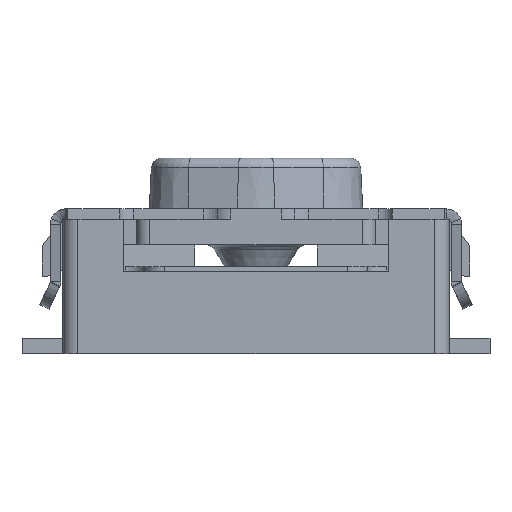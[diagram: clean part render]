
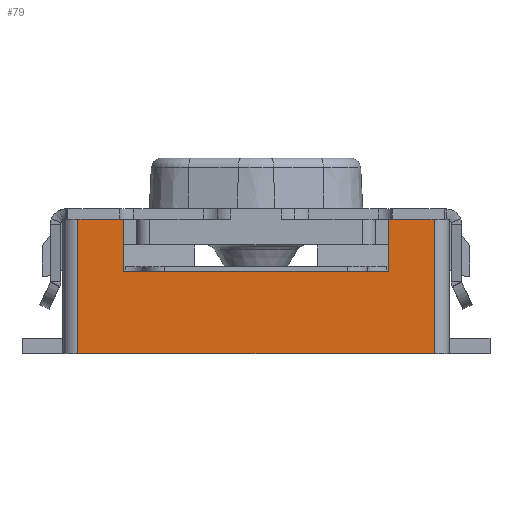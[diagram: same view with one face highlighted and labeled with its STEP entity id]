
A CAD part, top view. The second image highlights one B-rep face of the part: STEP entity #79.
In plain terms, the highlighted planar face has unit normal (0, 0, 1).
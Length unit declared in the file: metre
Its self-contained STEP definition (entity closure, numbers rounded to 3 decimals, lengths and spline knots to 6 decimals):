
#79 = ADVANCED_FACE( '', ( #483 ), #484, .T. );
#483 = FACE_OUTER_BOUND( '', #1327, .T. );
#484 = PLANE( '', #1328 );
#1327 = EDGE_LOOP( '', ( #2695, #2696, #2697, #2698, #2699, #2700, #2701, #2702 ) );
#1328 = AXIS2_PLACEMENT_3D( '', #2703, #2704, #2705 );
#2695 = ORIENTED_EDGE( '', *, *, #5650, .F. );
#2696 = ORIENTED_EDGE( '', *, *, #5651, .T. );
#2697 = ORIENTED_EDGE( '', *, *, #5652, .F. );
#2698 = ORIENTED_EDGE( '', *, *, #5653, .F. );
#2699 = ORIENTED_EDGE( '', *, *, #5654, .F. );
#2700 = ORIENTED_EDGE( '', *, *, #5655, .T. );
#2701 = ORIENTED_EDGE( '', *, *, #5545, .T. );
#2702 = ORIENTED_EDGE( '', *, *, #5656, .F. );
#2703 = CARTESIAN_POINT( '', ( -0.0019, 0., 0.0014 ) );
#2704 = DIRECTION( '', ( 0., 0., 1. ) );
#2705 = DIRECTION( '', ( 1., 0., 0. ) );
#5545 = EDGE_CURVE( '', #6660, #6658, #6661, .T. );
#5650 = EDGE_CURVE( '', #6864, #6865, #6866, .T. );
#5651 = EDGE_CURVE( '', #6864, #6867, #6868, .T. );
#5652 = EDGE_CURVE( '', #6869, #6867, #6870, .T. );
#5653 = EDGE_CURVE( '', #6871, #6869, #6872, .T. );
#5654 = EDGE_CURVE( '', #6873, #6871, #6874, .T. );
#5655 = EDGE_CURVE( '', #6873, #6660, #6875, .T. );
#5656 = EDGE_CURVE( '', #6865, #6658, #6876, .T. );
#6658 = VERTEX_POINT( '', #8470 );
#6660 = VERTEX_POINT( '', #8472 );
#6661 = LINE( '', #8473, #8474 );
#6864 = VERTEX_POINT( '', #8780 );
#6865 = VERTEX_POINT( '', #8781 );
#6866 = LINE( '', #8782, #8783 );
#6867 = VERTEX_POINT( '', #8784 );
#6868 = LINE( '', #8785, #8786 );
#6869 = VERTEX_POINT( '', #8787 );
#6870 = LINE( '', #8788, #8789 );
#6871 = VERTEX_POINT( '', #8790 );
#6872 = LINE( '', #8791, #8792 );
#6873 = VERTEX_POINT( '', #8793 );
#6874 = LINE( '', #8794, #8795 );
#6875 = LINE( '', #8796, #8797 );
#6876 = LINE( '', #8798, #8799 );
#8470 = CARTESIAN_POINT( '', ( 0.00175, 0., 0.0014 ) );
#8472 = CARTESIAN_POINT( '', ( -0.00175, 0., 0.0014 ) );
#8473 = CARTESIAN_POINT( '', ( -0.00175, 0., 0.0014 ) );
#8474 = VECTOR( '', #11046, 1. );
#8780 = CARTESIAN_POINT( '', ( 0.0013, 0.00132, 0.0014 ) );
#8781 = CARTESIAN_POINT( '', ( 0.00175, 0.00132, 0.0014 ) );
#8782 = CARTESIAN_POINT( '', ( 0.0013, 0.00132, 0.0014 ) );
#8783 = VECTOR( '', #11177, 1. );
#8784 = CARTESIAN_POINT( '', ( 0.0013, 0.0008, 0.0014 ) );
#8785 = CARTESIAN_POINT( '', ( 0.0013, 0.00132, 0.0014 ) );
#8786 = VECTOR( '', #11178, 1. );
#8787 = CARTESIAN_POINT( '', ( -0.0013, 0.0008, 0.0014 ) );
#8788 = CARTESIAN_POINT( '', ( -0.0013, 0.0008, 0.0014 ) );
#8789 = VECTOR( '', #11179, 1. );
#8790 = CARTESIAN_POINT( '', ( -0.0013, 0.00132, 0.0014 ) );
#8791 = CARTESIAN_POINT( '', ( -0.0013, 0.00132, 0.0014 ) );
#8792 = VECTOR( '', #11180, 1. );
#8793 = CARTESIAN_POINT( '', ( -0.00175, 0.00132, 0.0014 ) );
#8794 = CARTESIAN_POINT( '', ( -0.00175, 0.00132, 0.0014 ) );
#8795 = VECTOR( '', #11181, 1. );
#8796 = CARTESIAN_POINT( '', ( -0.00175, 0.00132, 0.0014 ) );
#8797 = VECTOR( '', #11182, 1. );
#8798 = CARTESIAN_POINT( '', ( 0.00175, 0.00132, 0.0014 ) );
#8799 = VECTOR( '', #11183, 1. );
#11046 = DIRECTION( '', ( 1., 0., 0. ) );
#11177 = DIRECTION( '', ( 1., 0., 0. ) );
#11178 = DIRECTION( '', ( 0., -1., 0. ) );
#11179 = DIRECTION( '', ( 1., 0., 0. ) );
#11180 = DIRECTION( '', ( 0., -1., 0. ) );
#11181 = DIRECTION( '', ( 1., 0., 0. ) );
#11182 = DIRECTION( '', ( 0., -1., 0. ) );
#11183 = DIRECTION( '', ( 0., -1., 0. ) );
